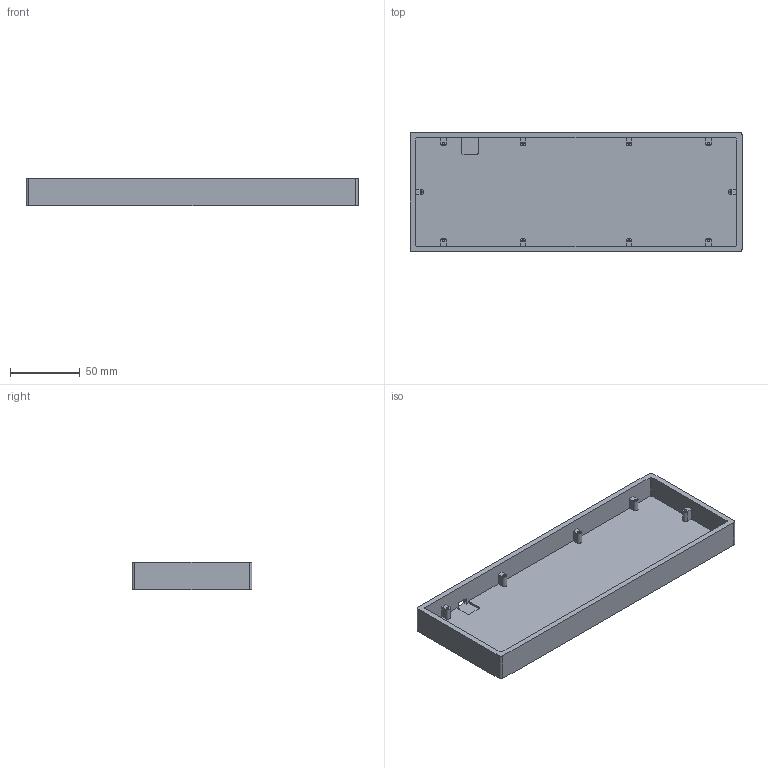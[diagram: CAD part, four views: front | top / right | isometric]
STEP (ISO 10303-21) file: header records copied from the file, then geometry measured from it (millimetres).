
FILE_DESCRIPTION((''),'2;1');
FILE_NAME('OCD40珨极褲','2016-06-14T',('Administrator'),(''),'CREO PARAMETRIC BY PTC INC, 2014350','CREO PARAMETRIC BY PTC INC, 2014350','');
FILE_SCHEMA(('CONFIG_CONTROL_DESIGN'));
Length unit declared in the file: millimetre
Products named in the file (1): OCD40珨极褲
Bounding box: 238.52 x 86.12 x 20 mm (x, y, z)
Volume: 114522.2 mm3; surface area: 65652.2 mm2
Topology: 1 solids, 1 shells, 120 faces, 312 edges, 208 vertices
Faces by surface type: plane 66, cylinder 54
Entity records: 3746 total; most frequent: DIRECTION 660, CARTESIAN_POINT 640, ORIENTED_EDGE 624, EDGE_CURVE 312, AXIS2_PLACEMENT_3D 228, VERTEX_POINT 208, VECTOR 204, LINE 204
